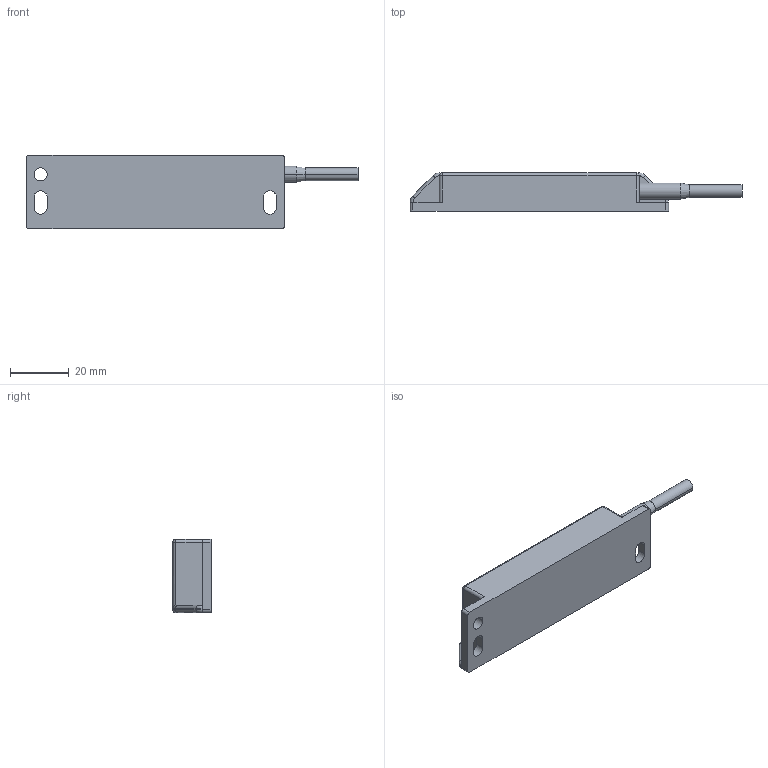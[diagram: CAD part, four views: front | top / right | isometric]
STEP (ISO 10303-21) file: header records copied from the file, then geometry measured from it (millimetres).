
FILE_DESCRIPTION((''),'2;1');
FILE_NAME('188753_ASM','2016-02-01T',('pdmadmin'),(''),'PRO/ENGINEER BY PARAMETRIC TECHNOLOGY CORPORATION, 2013230','PRO/ENGINEER BY PARAMETRIC TECHNOLOGY CORPORATION, 2013230','');
FILE_SCHEMA(('CONFIG_CONTROL_DESIGN'));
Length unit declared in the file: millimetre
Products named in the file (2): 46989---SI-MAG1SM; 188753_ASM
Assembly tree (1 placements, depth 2):
  188753_ASM
    46989---SI-MAG1SM
Bounding box: 113 x 13 x 25 mm (x, y, z)
Volume: 24268.4 mm3; surface area: 7575.8 mm2
Topology: 1 solids, 1 shells, 59 faces, 144 edges, 88 vertices
Faces by surface type: cylinder 28, plane 19, torus 8, sphere 2, cone 2
Entity records: 1833 total; most frequent: CARTESIAN_POINT 330, DIRECTION 326, ORIENTED_EDGE 288, EDGE_CURVE 144, AXIS2_PLACEMENT_3D 126, VERTEX_POINT 88, VECTOR 74, LINE 74
